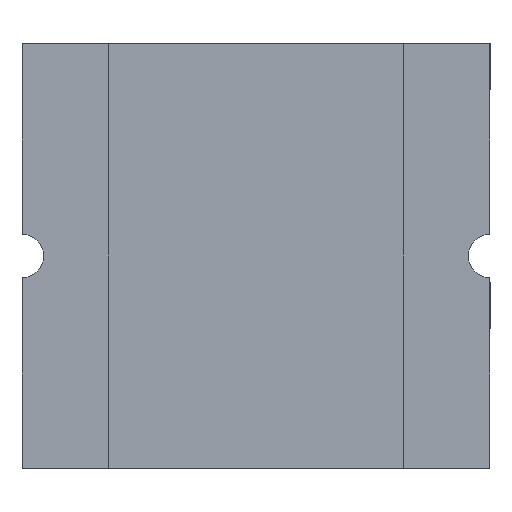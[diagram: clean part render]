
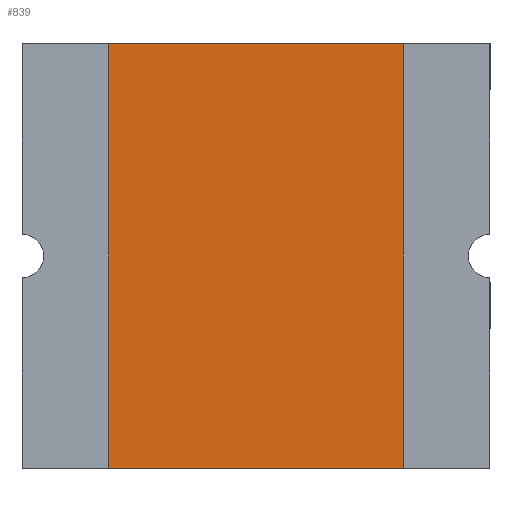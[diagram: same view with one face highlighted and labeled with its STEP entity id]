
A CAD part, front view. The second image highlights one B-rep face of the part: STEP entity #839.
In plain terms, the highlighted planar face has unit normal (0, -1, 0).
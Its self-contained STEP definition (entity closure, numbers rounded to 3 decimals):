
#4 = VERTEX_POINT ( 'NONE', #2364 ) ;
#26 = VERTEX_POINT ( 'NONE', #737 ) ;
#35 = EDGE_CURVE ( 'NONE', #227, #4, #6039, .T. ) ;
#180 = AXIS2_PLACEMENT_3D ( 'NONE', #3511, #5646, #419 ) ;
#198 = EDGE_CURVE ( 'NONE', #4, #4222, #926, .T. ) ;
#227 = VERTEX_POINT ( 'NONE', #3082 ) ;
#327 = DIRECTION ( 'NONE',  ( 1., 0., 0. ) ) ;
#419 = DIRECTION ( 'NONE',  ( 0., 0., -1. ) ) ;
#599 = DIRECTION ( 'NONE',  ( 0., 0., -1. ) ) ;
#737 = CARTESIAN_POINT ( 'NONE',  ( 2.7, 0., -2.45 ) ) ;
#787 = PLANE ( 'NONE',  #180 ) ;
#788 = EDGE_CURVE ( 'NONE', #3769, #2072, #1646, .T. ) ;
#839 = ADVANCED_FACE ( 'NONE', ( #2626 ), #787, .T. ) ;
#926 = LINE ( 'NONE', #6703, #5162 ) ;
#1170 = VECTOR ( 'NONE', #327, 1000. ) ;
#1198 = EDGE_CURVE ( 'NONE', #2072, #3466, #5838, .T. ) ;
#1358 = CARTESIAN_POINT ( 'NONE',  ( 2.7, 0., 2.45 ) ) ;
#1400 = DIRECTION ( 'NONE',  ( 0., 0., -1. ) ) ;
#1646 = LINE ( 'NONE', #2251, #2378 ) ;
#1853 = AXIS2_PLACEMENT_3D ( 'NONE', #2293, #2831, #6104 ) ;
#2072 = VERTEX_POINT ( 'NONE', #3940 ) ;
#2094 = ORIENTED_EDGE ( 'NONE', *, *, #198, .F. ) ;
#2154 = ORIENTED_EDGE ( 'NONE', *, *, #35, .F. ) ;
#2161 = DIRECTION ( 'NONE',  ( 0., 0., 1. ) ) ;
#2251 = CARTESIAN_POINT ( 'NONE',  ( 2.7, 0., 2.45 ) ) ;
#2293 = CARTESIAN_POINT ( 'NONE',  ( -2.7, 0., 0. ) ) ;
#2364 = CARTESIAN_POINT ( 'NONE',  ( -2.7, 0., 0.3 ) ) ;
#2378 = VECTOR ( 'NONE', #1400, 1000. ) ;
#2544 = VECTOR ( 'NONE', #4360, 1000. ) ;
#2548 = LINE ( 'NONE', #3841, #1170 ) ;
#2626 = FACE_OUTER_BOUND ( 'NONE', #5324, .T. ) ;
#2668 = DIRECTION ( 'NONE',  ( 0., -1., 0. ) ) ;
#2715 = ORIENTED_EDGE ( 'NONE', *, *, #788, .F. ) ;
#2740 = CARTESIAN_POINT ( 'NONE',  ( -2.7, 0., -2.45 ) ) ;
#2831 = DIRECTION ( 'NONE',  ( 0., -1., 0. ) ) ;
#2996 = EDGE_CURVE ( 'NONE', #3466, #26, #4133, .T. ) ;
#3027 = ORIENTED_EDGE ( 'NONE', *, *, #4325, .F. ) ;
#3039 = DIRECTION ( 'NONE',  ( 0., 0., 1. ) ) ;
#3082 = CARTESIAN_POINT ( 'NONE',  ( -2.7, 0., -0.3 ) ) ;
#3416 = ORIENTED_EDGE ( 'NONE', *, *, #5551, .F. ) ;
#3466 = VERTEX_POINT ( 'NONE', #5670 ) ;
#3511 = CARTESIAN_POINT ( 'NONE',  ( -2.7, 0., 0. ) ) ;
#3555 = VERTEX_POINT ( 'NONE', #2740 ) ;
#3597 = VECTOR ( 'NONE', #5897, 1000. ) ;
#3769 = VERTEX_POINT ( 'NONE', #1358 ) ;
#3826 = CARTESIAN_POINT ( 'NONE',  ( -2.7, 0., -2.45 ) ) ;
#3841 = CARTESIAN_POINT ( 'NONE',  ( -2.7, 0., 2.45 ) ) ;
#3940 = CARTESIAN_POINT ( 'NONE',  ( 2.7, 0., 0.3 ) ) ;
#4133 = LINE ( 'NONE', #5745, #5609 ) ;
#4150 = EDGE_CURVE ( 'NONE', #3555, #227, #4989, .T. ) ;
#4222 = VERTEX_POINT ( 'NONE', #4452 ) ;
#4325 = EDGE_CURVE ( 'NONE', #4222, #3769, #2548, .T. ) ;
#4330 = CARTESIAN_POINT ( 'NONE',  ( -2.7, 0., -0.3 ) ) ;
#4360 = DIRECTION ( 'NONE',  ( -1., 0., 0. ) ) ;
#4452 = CARTESIAN_POINT ( 'NONE',  ( -2.7, 0., 2.45 ) ) ;
#4989 = LINE ( 'NONE', #4330, #3597 ) ;
#5047 = ORIENTED_EDGE ( 'NONE', *, *, #4150, .F. ) ;
#5162 = VECTOR ( 'NONE', #3039, 1000. ) ;
#5324 = EDGE_LOOP ( 'NONE', ( #2154, #5047, #3416, #6123, #5621, #2715, #3027, #2094 ) ) ;
#5551 = EDGE_CURVE ( 'NONE', #26, #3555, #5708, .T. ) ;
#5609 = VECTOR ( 'NONE', #599, 1000. ) ;
#5621 = ORIENTED_EDGE ( 'NONE', *, *, #1198, .F. ) ;
#5646 = DIRECTION ( 'NONE',  ( 0., -1., 0. ) ) ;
#5670 = CARTESIAN_POINT ( 'NONE',  ( 2.7, 0., -0.3 ) ) ;
#5708 = LINE ( 'NONE', #3826, #2544 ) ;
#5745 = CARTESIAN_POINT ( 'NONE',  ( 2.7, 0., -2.45 ) ) ;
#5838 = CIRCLE ( 'NONE', #6078, 0.3 ) ;
#5840 = CARTESIAN_POINT ( 'NONE',  ( 2.7, 0., 0. ) ) ;
#5897 = DIRECTION ( 'NONE',  ( 0., 0., 1. ) ) ;
#6039 = CIRCLE ( 'NONE', #1853, 0.3 ) ;
#6078 = AXIS2_PLACEMENT_3D ( 'NONE', #5840, #2668, #2161 ) ;
#6104 = DIRECTION ( 'NONE',  ( 0., 0., -1. ) ) ;
#6123 = ORIENTED_EDGE ( 'NONE', *, *, #2996, .F. ) ;
#6703 = CARTESIAN_POINT ( 'NONE',  ( -2.7, 0., 0.3 ) ) ;
